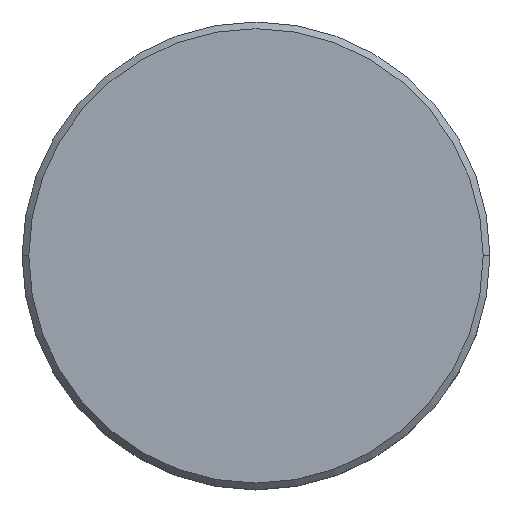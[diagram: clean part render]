
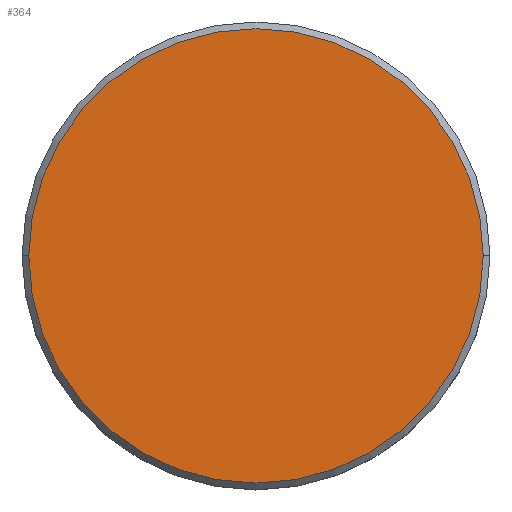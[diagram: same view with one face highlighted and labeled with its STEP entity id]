
A CAD part, top view. The second image highlights one B-rep face of the part: STEP entity #364.
In plain terms, the highlighted planar face has unit normal (0, 0, 1).
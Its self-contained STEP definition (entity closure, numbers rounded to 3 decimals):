
#7 = CIRCLE ( 'NONE', #319, 17. ) ;
#23 = EDGE_CURVE ( 'NONE', #193, #337, #46, .T. ) ;
#33 = DIRECTION ( 'NONE',  ( 1., 0., 0. ) ) ;
#46 = CIRCLE ( 'NONE', #318, 17. ) ;
#128 = CARTESIAN_POINT ( 'NONE',  ( 17., 0., 0. ) ) ;
#131 = CARTESIAN_POINT ( 'NONE',  ( 0., 0., 0. ) ) ;
#193 = VERTEX_POINT ( 'NONE', #128 ) ;
#310 = DIRECTION ( 'NONE',  ( 0., 0., 1. ) ) ;
#315 = DIRECTION ( 'NONE',  ( 0., 0., 1. ) ) ;
#318 = AXIS2_PLACEMENT_3D ( 'NONE', #131, #310, #492 ) ;
#319 = AXIS2_PLACEMENT_3D ( 'NONE', #558, #479, #33 ) ;
#337 = VERTEX_POINT ( 'NONE', #467 ) ;
#364 = ADVANCED_FACE ( 'NONE', ( #406 ), #400, .T. ) ;
#400 = PLANE ( 'NONE',  #490 ) ;
#406 = FACE_OUTER_BOUND ( 'NONE', #542, .T. ) ;
#434 = ORIENTED_EDGE ( 'NONE', *, *, #574, .T. ) ;
#455 = DIRECTION ( 'NONE',  ( 1., 0., 0. ) ) ;
#467 = CARTESIAN_POINT ( 'NONE',  ( -17., 0., 0. ) ) ;
#479 = DIRECTION ( 'NONE',  ( 0., 0., 1. ) ) ;
#490 = AXIS2_PLACEMENT_3D ( 'NONE', #545, #315, #455 ) ;
#492 = DIRECTION ( 'NONE',  ( 1., 0., 0. ) ) ;
#528 = ORIENTED_EDGE ( 'NONE', *, *, #23, .T. ) ;
#542 = EDGE_LOOP ( 'NONE', ( #434, #528 ) ) ;
#545 = CARTESIAN_POINT ( 'NONE',  ( 0., 0., 0. ) ) ;
#558 = CARTESIAN_POINT ( 'NONE',  ( 0., 0., 0. ) ) ;
#574 = EDGE_CURVE ( 'NONE', #337, #193, #7, .T. ) ;
